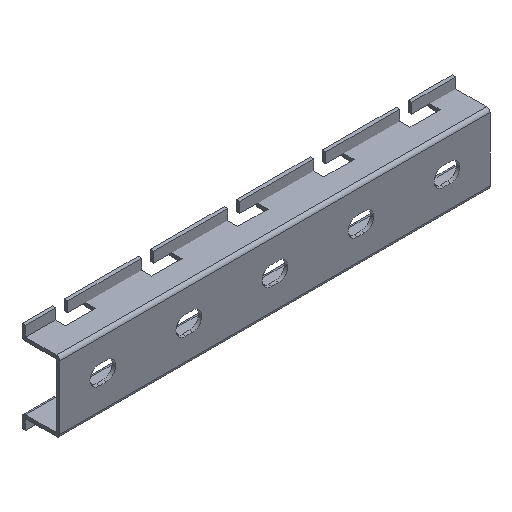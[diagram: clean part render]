
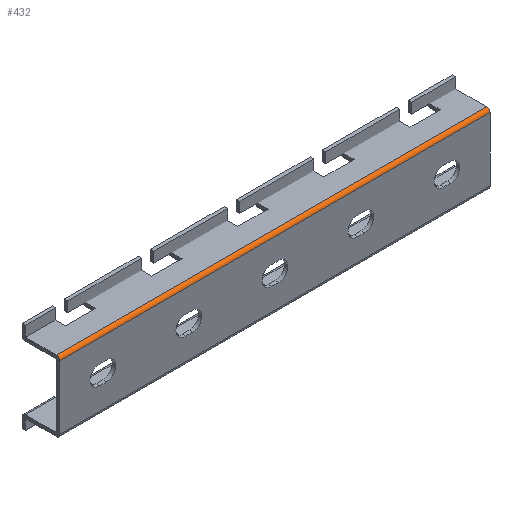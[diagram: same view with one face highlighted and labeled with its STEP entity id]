
A CAD part, isometric view. The second image highlights one B-rep face of the part: STEP entity #432.
In plain terms, the highlighted cylindrical face has radius 2 mm (diameter 4 mm), a partial arc.
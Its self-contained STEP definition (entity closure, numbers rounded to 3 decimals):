
#50 = EDGE_LOOP ( 'NONE', ( #2243, #3578, #689, #789 ) ) ;
#256 = DIRECTION ( 'NONE',  ( -1., 0., 0. ) ) ;
#315 = CYLINDRICAL_SURFACE ( 'NONE', #2617, 2. ) ;
#432 = ADVANCED_FACE ( 'NONE', ( #2095 ), #315, .T. ) ;
#468 = CARTESIAN_POINT ( 'NONE',  ( 0., 2., 20.5 ) ) ;
#540 = EDGE_CURVE ( 'NONE', #3463, #1413, #2689, .T. ) ;
#689 = ORIENTED_EDGE ( 'NONE', *, *, #1729, .F. ) ;
#789 = ORIENTED_EDGE ( 'NONE', *, *, #540, .T. ) ;
#985 = CIRCLE ( 'NONE', #4100, 2. ) ;
#999 = CARTESIAN_POINT ( 'NONE',  ( 250., 2., 20.5 ) ) ;
#1248 = DIRECTION ( 'NONE',  ( 1., 0., 0. ) ) ;
#1413 = VERTEX_POINT ( 'NONE', #468 ) ;
#1435 = DIRECTION ( 'NONE',  ( -1., 0., 0. ) ) ;
#1482 = VECTOR ( 'NONE', #1435, 1000. ) ;
#1572 = CARTESIAN_POINT ( 'NONE',  ( 250., 2., 18.5 ) ) ;
#1729 = EDGE_CURVE ( 'NONE', #3463, #2910, #985, .T. ) ;
#1853 = CARTESIAN_POINT ( 'NONE',  ( 0., 0., 18.5 ) ) ;
#2056 = CARTESIAN_POINT ( 'NONE',  ( 250., 2., 20.5 ) ) ;
#2095 = FACE_OUTER_BOUND ( 'NONE', #50, .T. ) ;
#2243 = ORIENTED_EDGE ( 'NONE', *, *, #3421, .T. ) ;
#2352 = DIRECTION ( 'NONE',  ( 0., 0., -1. ) ) ;
#2361 = DIRECTION ( 'NONE',  ( -1., 0., 0. ) ) ;
#2383 = CARTESIAN_POINT ( 'NONE',  ( 250., 2., 18.5 ) ) ;
#2404 = DIRECTION ( 'NONE',  ( 1., 0., 0. ) ) ;
#2546 = CARTESIAN_POINT ( 'NONE',  ( 250., 0., 18.5 ) ) ;
#2617 = AXIS2_PLACEMENT_3D ( 'NONE', #2383, #2361, #3791 ) ;
#2689 = LINE ( 'NONE', #2056, #4601 ) ;
#2881 = LINE ( 'NONE', #2546, #1482 ) ;
#2908 = CIRCLE ( 'NONE', #4082, 2. ) ;
#2910 = VERTEX_POINT ( 'NONE', #3015 ) ;
#2996 = DIRECTION ( 'NONE',  ( 0., 0., -1. ) ) ;
#3015 = CARTESIAN_POINT ( 'NONE',  ( 250., 0., 18.5 ) ) ;
#3421 = EDGE_CURVE ( 'NONE', #1413, #3632, #2908, .T. ) ;
#3463 = VERTEX_POINT ( 'NONE', #999 ) ;
#3578 = ORIENTED_EDGE ( 'NONE', *, *, #4477, .F. ) ;
#3632 = VERTEX_POINT ( 'NONE', #1853 ) ;
#3791 = DIRECTION ( 'NONE',  ( 0., 0., 1. ) ) ;
#4082 = AXIS2_PLACEMENT_3D ( 'NONE', #4153, #2404, #2352 ) ;
#4100 = AXIS2_PLACEMENT_3D ( 'NONE', #1572, #1248, #2996 ) ;
#4153 = CARTESIAN_POINT ( 'NONE',  ( 0., 2., 18.5 ) ) ;
#4477 = EDGE_CURVE ( 'NONE', #2910, #3632, #2881, .T. ) ;
#4601 = VECTOR ( 'NONE', #256, 1000. ) ;
